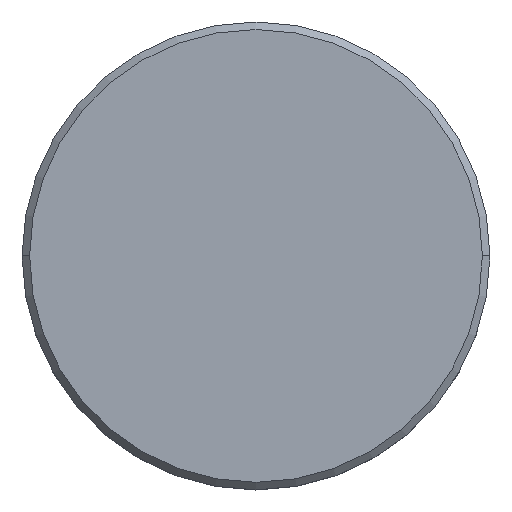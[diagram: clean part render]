
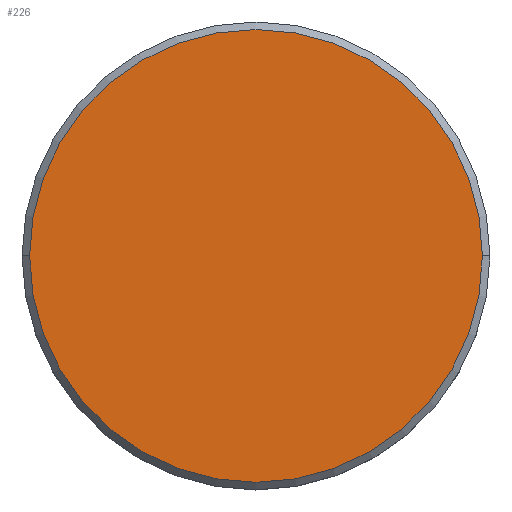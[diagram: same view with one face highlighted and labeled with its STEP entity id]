
A CAD part, top view. The second image highlights one B-rep face of the part: STEP entity #226.
In plain terms, the highlighted planar face has unit normal (0, 0, 1).
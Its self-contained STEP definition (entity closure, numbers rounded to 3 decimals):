
#48 = DIRECTION ( 'NONE',  ( 0., 0., 1. ) ) ;
#129 = DIRECTION ( 'NONE',  ( 0., 0., 1. ) ) ;
#197 = ORIENTED_EDGE ( 'NONE', *, *, #1094, .T. ) ;
#226 = ADVANCED_FACE ( 'NONE', ( #1031 ), #680, .T. ) ;
#282 = AXIS2_PLACEMENT_3D ( 'NONE', #1048, #129, #508 ) ;
#360 = DIRECTION ( 'NONE',  ( 1., 0., 0. ) ) ;
#415 = ORIENTED_EDGE ( 'NONE', *, *, #885, .T. ) ;
#423 = DIRECTION ( 'NONE',  ( 1., 0., 0. ) ) ;
#477 = CARTESIAN_POINT ( 'NONE',  ( -15., 0., 0. ) ) ;
#508 = DIRECTION ( 'NONE',  ( 1., 0., 0. ) ) ;
#540 = CIRCLE ( 'NONE', #827, 15. ) ;
#680 = PLANE ( 'NONE',  #282 ) ;
#819 = DIRECTION ( 'NONE',  ( 0., 0., 1. ) ) ;
#827 = AXIS2_PLACEMENT_3D ( 'NONE', #904, #48, #423 ) ;
#877 = AXIS2_PLACEMENT_3D ( 'NONE', #908, #819, #360 ) ;
#885 = EDGE_CURVE ( 'NONE', #959, #1148, #540, .T. ) ;
#904 = CARTESIAN_POINT ( 'NONE',  ( 0., 0., 0. ) ) ;
#908 = CARTESIAN_POINT ( 'NONE',  ( 0., 0., 0. ) ) ;
#959 = VERTEX_POINT ( 'NONE', #1149 ) ;
#1031 = FACE_OUTER_BOUND ( 'NONE', #1130, .T. ) ;
#1048 = CARTESIAN_POINT ( 'NONE',  ( 0., 0., 0. ) ) ;
#1057 = CIRCLE ( 'NONE', #877, 15. ) ;
#1094 = EDGE_CURVE ( 'NONE', #1148, #959, #1057, .T. ) ;
#1130 = EDGE_LOOP ( 'NONE', ( #197, #415 ) ) ;
#1148 = VERTEX_POINT ( 'NONE', #477 ) ;
#1149 = CARTESIAN_POINT ( 'NONE',  ( 15., 0., 0. ) ) ;
